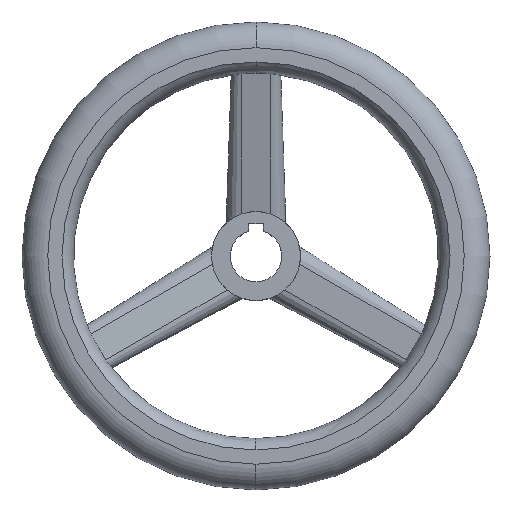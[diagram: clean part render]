
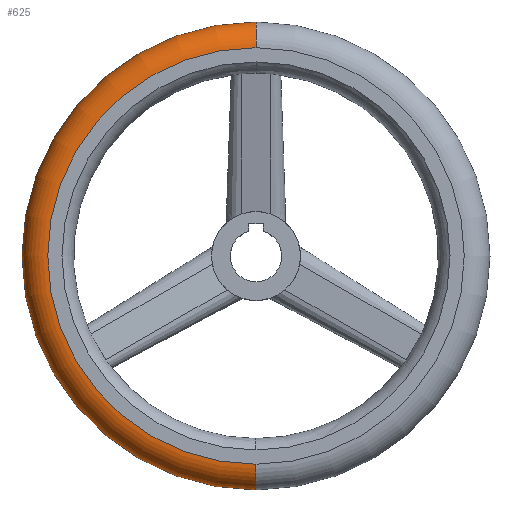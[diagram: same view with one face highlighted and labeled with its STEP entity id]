
A CAD part, top view. The second image highlights one B-rep face of the part: STEP entity #625.
In plain terms, the highlighted toroidal (fillet/blend) face has major radius 89 mm and minor radius 11 mm.
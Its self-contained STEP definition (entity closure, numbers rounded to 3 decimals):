
#289=VERTEX_POINT('',#722);
#403=EDGE_CURVE('',#501,#289,#841,.T.);
#433=VERTEX_POINT('',#877);
#439=EDGE_CURVE('',#433,#289,#883,.T.);
#441=VERTEX_POINT('',#885);
#455=EDGE_CURVE('',#433,#441,#901,.T.);
#461=EDGE_CURVE('',#501,#441,#907,.T.);
#501=VERTEX_POINT('',#948);
#625=ADVANCED_FACE('',(#1083),#1084,.T.);
#722=CARTESIAN_POINT('',(0.,-100.0,34.));
#841=CIRCLE('',#1568,100.0);
#877=CARTESIAN_POINT('',(0.,-89.0,45.));
#883=CIRCLE('',#1677,11.0);
#885=CARTESIAN_POINT('',(0.,89.,45.0));
#901=CIRCLE('',#1697,89.);
#907=CIRCLE('',#1735,11.0);
#948=CARTESIAN_POINT('',(0.,100.,34.));
#1083=FACE_OUTER_BOUND('',#2250,.T.);
#1084=TOROIDAL_SURFACE('',#2251,89.0,11.0);
#1568=AXIS2_PLACEMENT_3D('',#2493,#2494,#2495);
#1677=AXIS2_PLACEMENT_3D('',#2549,#2550,#2551);
#1697=AXIS2_PLACEMENT_3D('',#2571,#2572,#2573);
#1735=AXIS2_PLACEMENT_3D('',#2577,#2578,#2579);
#2250=EDGE_LOOP('',(#2749,#2750,#2751,#2752));
#2251=AXIS2_PLACEMENT_3D('',#2753,#2754,#2755);
#2493=CARTESIAN_POINT('',(0.,0.,34.));
#2494=DIRECTION('',(0.,0.,1.0));
#2495=DIRECTION('',(1.0,0.0,0.));
#2549=CARTESIAN_POINT('',(0.,-89.0,34.));
#2550=DIRECTION('',(1.0,0.,0.));
#2551=DIRECTION('',(0.,-1.0,0.));
#2571=CARTESIAN_POINT('',(0.,0.,45.));
#2572=DIRECTION('',(0.,0.,-1.0));
#2573=DIRECTION('',(0.,1.0,0.));
#2577=CARTESIAN_POINT('',(0.,89.,34.));
#2578=DIRECTION('',(1.0,0.,0.));
#2579=DIRECTION('',(0.,1.0,0.));
#2749=ORIENTED_EDGE('',*,*,#403,.T.);
#2750=ORIENTED_EDGE('',*,*,#439,.F.);
#2751=ORIENTED_EDGE('',*,*,#455,.T.);
#2752=ORIENTED_EDGE('',*,*,#461,.F.);
#2753=CARTESIAN_POINT('',(0.,0.,34.));
#2754=DIRECTION('',(0.,0.,1.0));
#2755=DIRECTION('',(0.,1.0,0.0));
